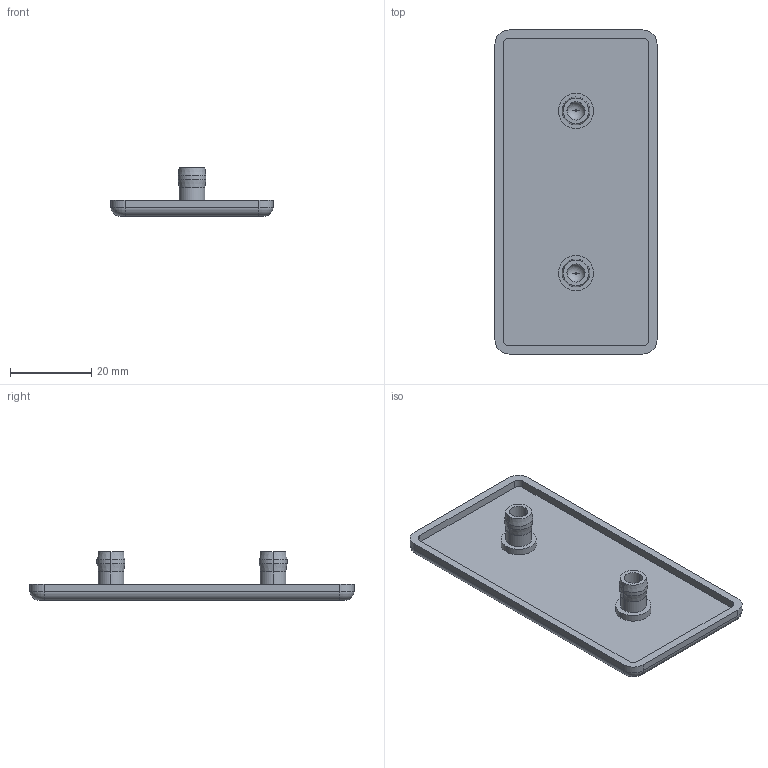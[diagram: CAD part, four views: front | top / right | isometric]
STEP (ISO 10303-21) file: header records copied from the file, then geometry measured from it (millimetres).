
FILE_DESCRIPTION (( 'STEP AP214' ), '1' );
FILE_NAME ('SZ0011S Profile Cap 40x80.STEP', '2021-10-21T11:56:46', ( '' ), ( '' ), 'SwSTEP 2.0', 'SolidWorks 2021', '' );
FILE_SCHEMA (( 'AUTOMOTIVE_DESIGN' ));
Length unit declared in the file: millimetre
Products named in the file (1): SZ0011S Profile Cap 40x80
Bounding box: 40 x 80 x 12 mm (x, y, z)
Volume: 7562.1 mm3; surface area: 8163.5 mm2
Topology: 1 solids, 1 shells, 61 faces, 132 edges, 80 vertices
Faces by surface type: cylinder 28, plane 17, cone 8, torus 8
Entity records: 1872 total; most frequent: CARTESIAN_POINT 470, DIRECTION 312, ORIENTED_EDGE 264, EDGE_CURVE 132, AXIS2_PLACEMENT_3D 126, VERTEX_POINT 80, EDGE_LOOP 68, CIRCLE 64
